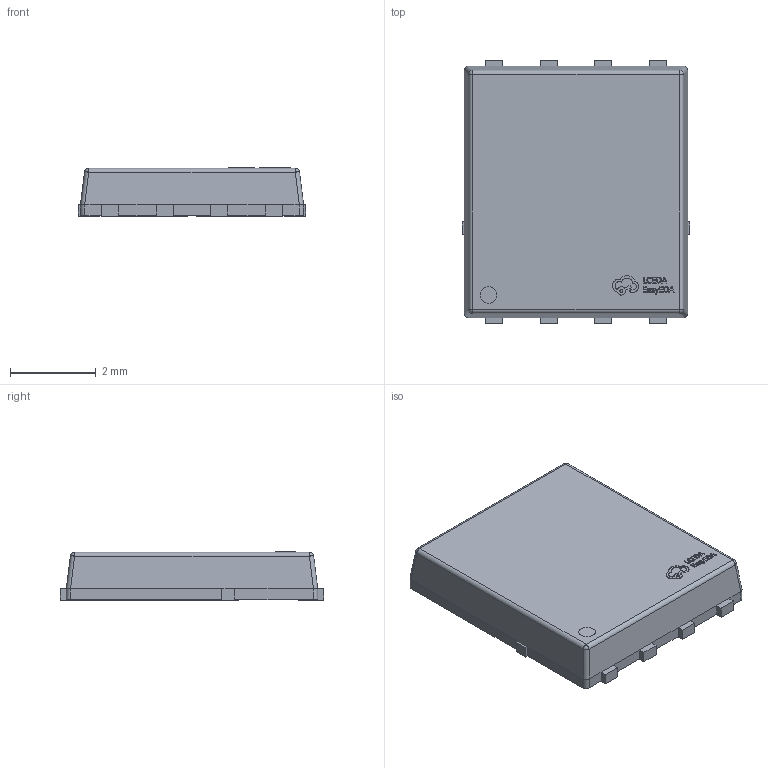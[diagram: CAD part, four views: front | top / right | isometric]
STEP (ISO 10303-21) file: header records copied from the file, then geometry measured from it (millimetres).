
FILE_DESCRIPTION (( 'STEP AP214' ), '1' );
FILE_NAME ('PDFN-8_L5.9-W5.2-P1.27-LS6.2-BL-1.STEP', '2022-08-09T13:48:30', ( '' ), ( '' ), 'SwSTEP 2.0', 'SolidWorks 2020', '' );
FILE_SCHEMA (( 'AUTOMOTIVE_DESIGN' ));
Length unit declared in the file: millimetre
Products named in the file (1): PDFN-8_L5.9-W5.2-P1.27-LS6.2-BL-1
Bounding box: 5.3 x 6.15 x 1.12 mm (x, y, z)
Volume: 32.9 mm3; surface area: 84.1 mm2
Topology: 1 solids, 1 shells, 337 faces, 913 edges, 598 vertices
Faces by surface type: plane 215, bspline 98, cylinder 20, sphere 4
Entity records: 14716 total; most frequent: CARTESIAN_POINT 3191, ORIENTED_EDGE 1826, DIRECTION 1213, EDGE_CURVE 913, LINE 669, VECTOR 669, VERTEX_POINT 598, EDGE_LOOP 357
